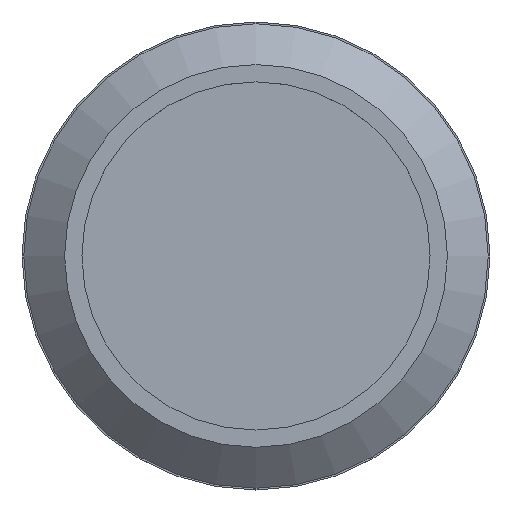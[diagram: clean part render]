
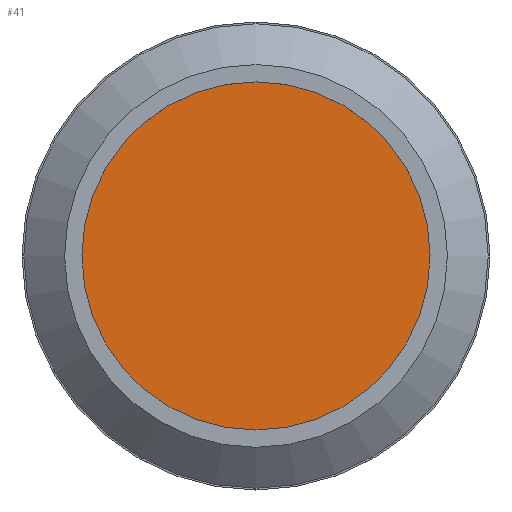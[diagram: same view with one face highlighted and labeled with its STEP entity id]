
A CAD part, top view. The second image highlights one B-rep face of the part: STEP entity #41.
In plain terms, the highlighted planar face has unit normal (0, 0, 1).
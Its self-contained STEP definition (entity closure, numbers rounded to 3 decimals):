
#41 = ADVANCED_FACE( '', ( #90 ), #91, .F. );
#90 = FACE_OUTER_BOUND( '', #155, .T. );
#91 = PLANE( '', #156 );
#155 = EDGE_LOOP( '', ( #216 ) );
#156 = AXIS2_PLACEMENT_3D( '', #217, #218, #219 );
#216 = ORIENTED_EDGE( '', *, *, #301, .T. );
#217 = CARTESIAN_POINT( '', ( 15.25, 0., 7.2 ) );
#218 = DIRECTION( '', ( 0., 0., -1. ) );
#219 = DIRECTION( '', ( -1., 0., 0. ) );
#301 = EDGE_CURVE( '', #332, #332, #333, .T. );
#332 = VERTEX_POINT( '', #375 );
#333 = CIRCLE( '', #376, 15.25 );
#375 = CARTESIAN_POINT( '', ( 15.25, 0., 7.2 ) );
#376 = AXIS2_PLACEMENT_3D( '', #418, #419, #420 );
#418 = CARTESIAN_POINT( '', ( 0., 0., 7.2 ) );
#419 = DIRECTION( '', ( 0., 0., 1. ) );
#420 = DIRECTION( '', ( 1., 0., 0. ) );
